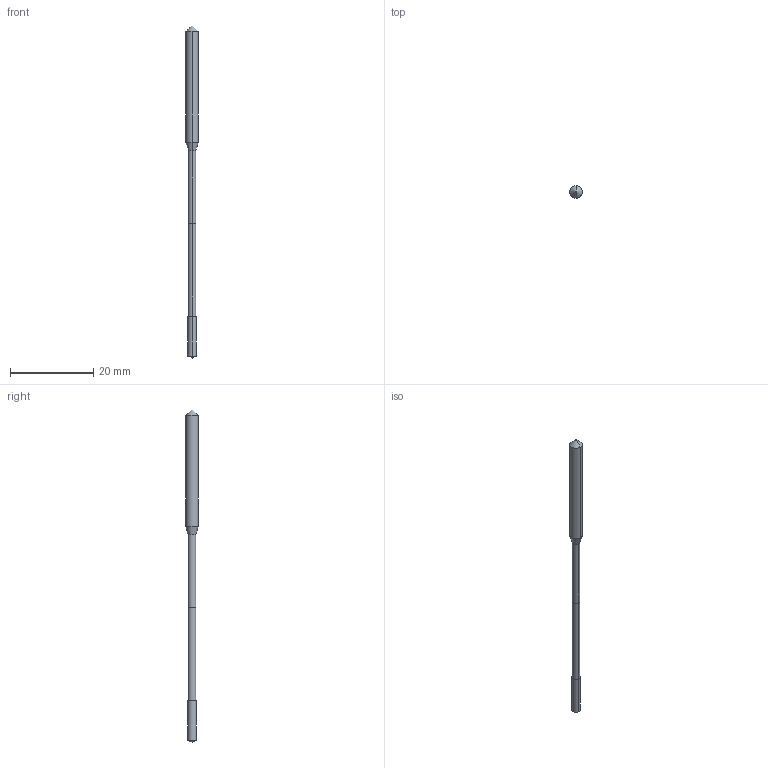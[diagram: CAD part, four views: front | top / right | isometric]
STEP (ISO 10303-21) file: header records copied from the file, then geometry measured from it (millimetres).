
FILE_DESCRIPTION(('STEP AP214'),'1');
FILE_NAME('607810118-000-00-E43.stp','2022-10-18T11:10:59',(' '),(' '),'Spatial InterOp 3D',' ',' ');
FILE_SCHEMA(('AUTOMOTIVE_DESIGN { 1 0 10303 214 1 1 1 1 }'));
Length unit declared in the file: millimetre
Products named in the file (1): 1
Bounding box: 3 x 3 x 80 mm (x, y, z)
Volume: 345.9 mm3; surface area: 585.8 mm2
Topology: 2 solids, 2 shells, 19 faces, 51 edges, 49 vertices
Faces by surface type: cylinder 8, cone 8, plane 3
Entity records: 825 total; most frequent: DIRECTION 113, CARTESIAN_POINT 93, ORIENTED_EDGE 68, AXIS2_PLACEMENT_3D 43, STYLED_ITEM 34, PRESENTATION_STYLE_ASSIGNMENT 34, COLOUR_RGB 34, EDGE_CURVE 34
